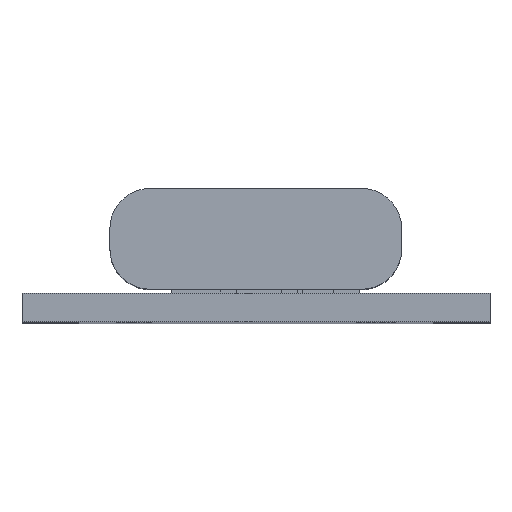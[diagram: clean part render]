
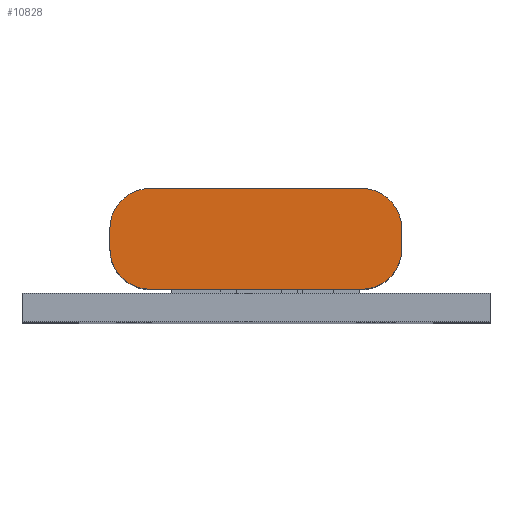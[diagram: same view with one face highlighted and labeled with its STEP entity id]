
A CAD part, top view. The second image highlights one B-rep face of the part: STEP entity #10828.
In plain terms, the highlighted planar face has unit normal (0, 0, 1).
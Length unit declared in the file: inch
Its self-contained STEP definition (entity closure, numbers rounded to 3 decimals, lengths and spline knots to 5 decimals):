
#660 = DIRECTION ( 'NONE',  ( 0., 1., 0. ) ) ;
#1025 = CARTESIAN_POINT ( 'NONE',  ( 0.10887, 0.1151, 0.05498 ) ) ;
#1290 = CARTESIAN_POINT ( 'NONE',  ( 0.47069, 0.0401, 0.05498 ) ) ;
#1462 = CARTESIAN_POINT ( 'NONE',  ( 0.42069, 0.1151, 0.05498 ) ) ;
#1957 = PLANE ( 'NONE',  #10639 ) ;
#1990 = CARTESIAN_POINT ( 'NONE',  ( 0.47069, 0.1651, 0.05498 ) ) ;
#2057 = VECTOR ( 'NONE', #660, 39.37008 ) ;
#2669 = EDGE_CURVE ( 'NONE', #11356, #18476, #13266, .T. ) ;
#2880 = CIRCLE ( 'NONE', #4047, 0.05 ) ;
#3104 = AXIS2_PLACEMENT_3D ( 'NONE', #8663, #11983, #5768 ) ;
#3268 = CARTESIAN_POINT ( 'NONE',  ( 6.44, 0.1651, 0.05498 ) ) ;
#3477 = DIRECTION ( 'NONE',  ( -1., 0., 0. ) ) ;
#3514 = EDGE_CURVE ( 'NONE', #16694, #15649, #17423, .T. ) ;
#3834 = EDGE_LOOP ( 'NONE', ( #14200, #16001, #16037, #11343, #16159, #19618, #11419, #13590 ) ) ;
#4047 = AXIS2_PLACEMENT_3D ( 'NONE', #13215, #14869, #8619 ) ;
#4566 = LINE ( 'NONE', #1290, #16409 ) ;
#4571 = EDGE_CURVE ( 'NONE', #16896, #18476, #14854, .T. ) ;
#5436 = CARTESIAN_POINT ( 'NONE',  ( 0.42069, 0.0401, 0.05498 ) ) ;
#5438 = VERTEX_POINT ( 'NONE', #14448 ) ;
#5468 = DIRECTION ( 'NONE',  ( 1., 0., 0. ) ) ;
#5658 = VECTOR ( 'NONE', #18237, 39.37008 ) ;
#5768 = DIRECTION ( 'NONE',  ( 1., 0., 0. ) ) ;
#6768 = CIRCLE ( 'NONE', #3104, 0.05 ) ;
#6951 = VERTEX_POINT ( 'NONE', #5436 ) ;
#7042 = EDGE_CURVE ( 'NONE', #16896, #6951, #13228, .T. ) ;
#7098 = LINE ( 'NONE', #3268, #5658 ) ;
#7491 = CARTESIAN_POINT ( 'NONE',  ( 0.42069, 0.1651, 0.05498 ) ) ;
#8516 = FACE_OUTER_BOUND ( 'NONE', #3834, .T. ) ;
#8619 = DIRECTION ( 'NONE',  ( -1., 0., 0. ) ) ;
#8663 = CARTESIAN_POINT ( 'NONE',  ( 0.15887, 0.1151, 0.05498 ) ) ;
#9355 = CARTESIAN_POINT ( 'NONE',  ( 0.10887, 0.1651, 0.05498 ) ) ;
#10143 = DIRECTION ( 'NONE',  ( -1., 0., 0. ) ) ;
#10560 = EDGE_CURVE ( 'NONE', #5438, #15649, #2880, .T. ) ;
#10639 = AXIS2_PLACEMENT_3D ( 'NONE', #17110, #12539, #3477 ) ;
#10828 = ADVANCED_FACE ( 'NONE', ( #8516 ), #1957, .F. ) ;
#11343 = ORIENTED_EDGE ( 'NONE', *, *, #14689, .T. ) ;
#11356 = VERTEX_POINT ( 'NONE', #7491 ) ;
#11419 = ORIENTED_EDGE ( 'NONE', *, *, #10560, .F. ) ;
#11474 = DIRECTION ( 'NONE',  ( 0., 0., -1. ) ) ;
#11983 = DIRECTION ( 'NONE',  ( 0., 0., -1. ) ) ;
#12155 = CARTESIAN_POINT ( 'NONE',  ( 0.47069, 0.0901, 0.05498 ) ) ;
#12459 = DIRECTION ( 'NONE',  ( 0., -1., 0. ) ) ;
#12539 = DIRECTION ( 'NONE',  ( 0., 0., -1. ) ) ;
#12703 = VECTOR ( 'NONE', #12459, 39.37008 ) ;
#12959 = VERTEX_POINT ( 'NONE', #16424 ) ;
#13215 = CARTESIAN_POINT ( 'NONE',  ( 0.15887, 0.0901, 0.05498 ) ) ;
#13228 = CIRCLE ( 'NONE', #16667, 0.05 ) ;
#13266 = CIRCLE ( 'NONE', #15837, 0.05 ) ;
#13590 = ORIENTED_EDGE ( 'NONE', *, *, #15723, .F. ) ;
#13975 = EDGE_CURVE ( 'NONE', #16694, #12959, #6768, .T. ) ;
#14200 = ORIENTED_EDGE ( 'NONE', *, *, #7042, .F. ) ;
#14448 = CARTESIAN_POINT ( 'NONE',  ( 0.15887, 0.0401, 0.05498 ) ) ;
#14689 = EDGE_CURVE ( 'NONE', #11356, #12959, #7098, .T. ) ;
#14795 = CARTESIAN_POINT ( 'NONE',  ( 0.10887, 0.0901, 0.05498 ) ) ;
#14854 = LINE ( 'NONE', #1990, #2057 ) ;
#14869 = DIRECTION ( 'NONE',  ( 0., 0., -1. ) ) ;
#15092 = DIRECTION ( 'NONE',  ( 0., 0., -1. ) ) ;
#15649 = VERTEX_POINT ( 'NONE', #14795 ) ;
#15723 = EDGE_CURVE ( 'NONE', #6951, #5438, #4566, .T. ) ;
#15837 = AXIS2_PLACEMENT_3D ( 'NONE', #1462, #15092, #16678 ) ;
#16001 = ORIENTED_EDGE ( 'NONE', *, *, #4571, .T. ) ;
#16037 = ORIENTED_EDGE ( 'NONE', *, *, #2669, .F. ) ;
#16159 = ORIENTED_EDGE ( 'NONE', *, *, #13975, .F. ) ;
#16409 = VECTOR ( 'NONE', #10143, 39.37008 ) ;
#16424 = CARTESIAN_POINT ( 'NONE',  ( 0.15887, 0.1651, 0.05498 ) ) ;
#16667 = AXIS2_PLACEMENT_3D ( 'NONE', #17456, #11474, #5468 ) ;
#16678 = DIRECTION ( 'NONE',  ( -1., 0., 0. ) ) ;
#16694 = VERTEX_POINT ( 'NONE', #1025 ) ;
#16896 = VERTEX_POINT ( 'NONE', #12155 ) ;
#17110 = CARTESIAN_POINT ( 'NONE',  ( 0.47069, 0.1651, 0.05498 ) ) ;
#17214 = CARTESIAN_POINT ( 'NONE',  ( 0.47069, 0.1151, 0.05498 ) ) ;
#17423 = LINE ( 'NONE', #9355, #12703 ) ;
#17456 = CARTESIAN_POINT ( 'NONE',  ( 0.42069, 0.0901, 0.05498 ) ) ;
#18237 = DIRECTION ( 'NONE',  ( -1., 0., 0. ) ) ;
#18476 = VERTEX_POINT ( 'NONE', #17214 ) ;
#19618 = ORIENTED_EDGE ( 'NONE', *, *, #3514, .T. ) ;
